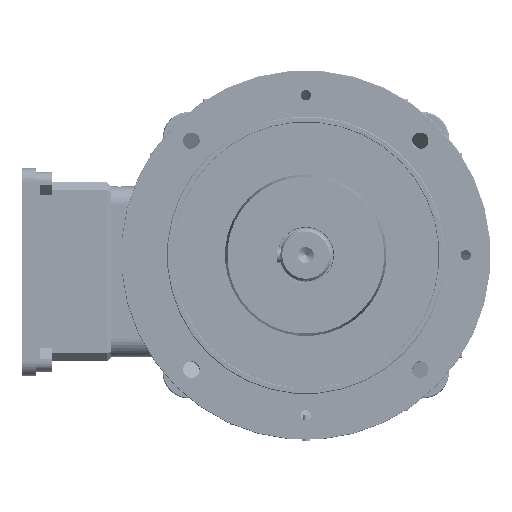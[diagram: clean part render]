
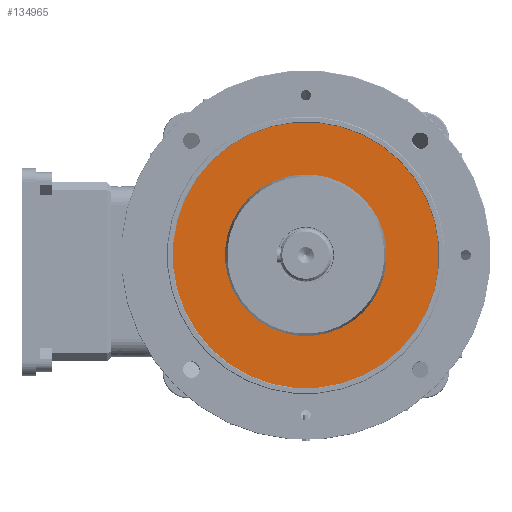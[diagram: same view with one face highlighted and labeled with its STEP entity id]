
A CAD part, left-side view. The second image highlights one B-rep face of the part: STEP entity #134965.
In plain terms, the highlighted face is planar.
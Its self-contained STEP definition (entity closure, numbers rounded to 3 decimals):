
#3855 = EDGE_CURVE ( 'NONE', #128492, #70000, #202809, .T. ) ;
#9679 = CARTESIAN_POINT ( 'NONE',  ( -15.5, 0., 0. ) ) ;
#9769 = DIRECTION ( 'NONE',  ( 1., 0., 0. ) ) ;
#9802 = AXIS2_PLACEMENT_3D ( 'NONE', #234001, #15252, #214972 ) ;
#11307 = EDGE_CURVE ( 'NONE', #70000, #128492, #175388, .T. ) ;
#15252 = DIRECTION ( 'NONE',  ( 1., 0., 0. ) ) ;
#18911 = EDGE_LOOP ( 'NONE', ( #78980, #38143 ) ) ;
#19091 = EDGE_CURVE ( 'NONE', #159352, #139401, #55520, .T. ) ;
#30915 = DIRECTION ( 'NONE',  ( 1., 0., 0. ) ) ;
#38143 = ORIENTED_EDGE ( 'NONE', *, *, #19091, .F. ) ;
#49032 = CARTESIAN_POINT ( 'NONE',  ( -15.5, 0., 144. ) ) ;
#51527 = CIRCLE ( 'NONE', #9802, 87.5 ) ;
#55520 = CIRCLE ( 'NONE', #154220, 87.5 ) ;
#56272 = CARTESIAN_POINT ( 'NONE',  ( -15.5, 0., -144. ) ) ;
#68939 = DIRECTION ( 'NONE',  ( 0., 0., -1. ) ) ;
#70000 = VERTEX_POINT ( 'NONE', #56272 ) ;
#77236 = DIRECTION ( 'NONE',  ( 1., 0., 0. ) ) ;
#78980 = ORIENTED_EDGE ( 'NONE', *, *, #171523, .F. ) ;
#82372 = ORIENTED_EDGE ( 'NONE', *, *, #11307, .T. ) ;
#99703 = DIRECTION ( 'NONE',  ( 0., 0., -1. ) ) ;
#116740 = DIRECTION ( 'NONE',  ( 0., 0., -1. ) ) ;
#117890 = DIRECTION ( 'NONE',  ( 1., 0., 0. ) ) ;
#119292 = AXIS2_PLACEMENT_3D ( 'NONE', #172604, #9769, #170313 ) ;
#121306 = FACE_BOUND ( 'NONE', #18911, .T. ) ;
#128492 = VERTEX_POINT ( 'NONE', #49032 ) ;
#132701 = CARTESIAN_POINT ( 'NONE',  ( -15.5, 0., -87.5 ) ) ;
#134965 = ADVANCED_FACE ( 'NONE', ( #229435, #121306 ), #193783, .T. ) ;
#139401 = VERTEX_POINT ( 'NONE', #205913 ) ;
#142335 = EDGE_LOOP ( 'NONE', ( #82372, #186096 ) ) ;
#154220 = AXIS2_PLACEMENT_3D ( 'NONE', #9679, #117890, #116740 ) ;
#159352 = VERTEX_POINT ( 'NONE', #132701 ) ;
#160155 = AXIS2_PLACEMENT_3D ( 'NONE', #207941, #77236, #99703 ) ;
#170313 = DIRECTION ( 'NONE',  ( 0., 0., -1. ) ) ;
#171523 = EDGE_CURVE ( 'NONE', #139401, #159352, #51527, .T. ) ;
#172604 = CARTESIAN_POINT ( 'NONE',  ( -15.5, 0., 0. ) ) ;
#175388 = CIRCLE ( 'NONE', #160155, 144. ) ;
#186096 = ORIENTED_EDGE ( 'NONE', *, *, #3855, .T. ) ;
#193783 = PLANE ( 'NONE',  #207336 ) ;
#202809 = CIRCLE ( 'NONE', #119292, 144. ) ;
#205913 = CARTESIAN_POINT ( 'NONE',  ( -15.5, 0., 87.5 ) ) ;
#207336 = AXIS2_PLACEMENT_3D ( 'NONE', #231770, #30915, #68939 ) ;
#207941 = CARTESIAN_POINT ( 'NONE',  ( -15.5, 0., 0. ) ) ;
#214972 = DIRECTION ( 'NONE',  ( 0., 0., -1. ) ) ;
#229435 = FACE_OUTER_BOUND ( 'NONE', #142335, .T. ) ;
#231770 = CARTESIAN_POINT ( 'NONE',  ( -15.5, 144., 0. ) ) ;
#234001 = CARTESIAN_POINT ( 'NONE',  ( -15.5, 0., 0. ) ) ;
